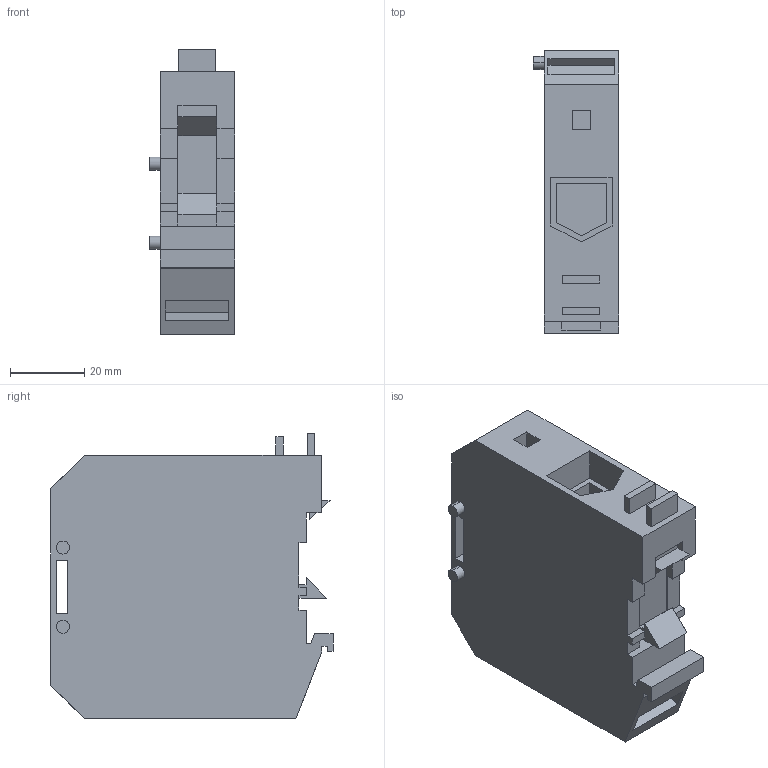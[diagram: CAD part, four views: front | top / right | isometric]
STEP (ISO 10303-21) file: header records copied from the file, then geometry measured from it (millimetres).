
FILE_DESCRIPTION((''),'2;1');
FILE_NAME('SB109951_3D-SOFTWARE_COLOUR','2013-06-20T',('SESA224493'),('Schneider-Electric'),'PRO/ENGINEER BY PARAMETRIC TECHNOLOGY CORPORATION, 2011410','PRO/ENGINEER BY PARAMETRIC TECHNOLOGY CORPORATION, 2011410','');
FILE_SCHEMA(('CONFIG_CONTROL_DESIGN'));
Length unit declared in the file: millimetre
Products named in the file (1): SB109951_3D-SOFTWARE_COLOUR
Bounding box: 22.9 x 76 x 77 mm (x, y, z)
Volume: 79675.5 mm3; surface area: 23582.2 mm2
Topology: 1 solids, 1 shells, 193 faces, 489 edges, 322 vertices
Faces by surface type: plane 169, cylinder 24
Entity records: 5761 total; most frequent: CARTESIAN_POINT 1004, ORIENTED_EDGE 978, DIRECTION 923, EDGE_CURVE 489, VECTOR 441, LINE 441, VERTEX_POINT 322, AXIS2_PLACEMENT_3D 241
